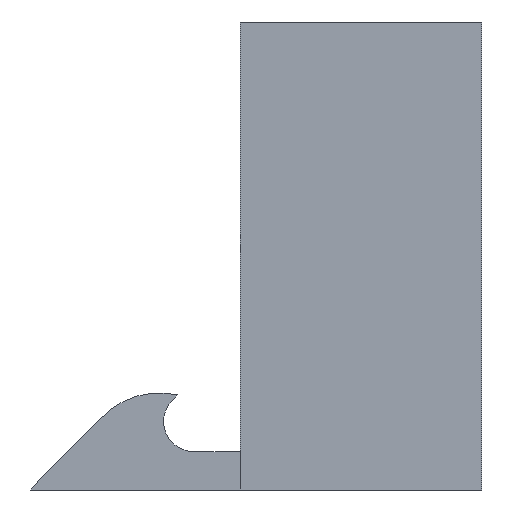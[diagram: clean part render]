
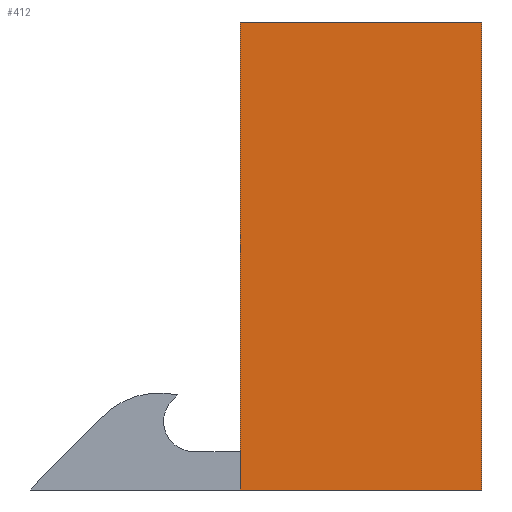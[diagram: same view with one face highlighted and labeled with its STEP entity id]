
A CAD part, left-side view. The second image highlights one B-rep face of the part: STEP entity #412.
In plain terms, the highlighted planar face has unit normal (-1, 0, 0).
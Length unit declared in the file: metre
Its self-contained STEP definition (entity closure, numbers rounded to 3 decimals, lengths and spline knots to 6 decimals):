
#74=ORIENTED_EDGE('',*,*,#167,.T.);
#75=ORIENTED_EDGE('',*,*,#168,.F.);
#76=ORIENTED_EDGE('',*,*,#169,.F.);
#77=ORIENTED_EDGE('',*,*,#160,.T.);
#160=EDGE_CURVE('',#211,#210,#251,.T.);
#167=EDGE_CURVE('',#210,#217,#258,.T.);
#168=EDGE_CURVE('',#218,#217,#259,.T.);
#169=EDGE_CURVE('',#211,#218,#260,.T.);
#210=VERTEX_POINT('',#646);
#211=VERTEX_POINT('',#648);
#217=VERTEX_POINT('',#662);
#218=VERTEX_POINT('',#664);
#251=LINE('',#647,#304);
#258=LINE('',#661,#311);
#259=LINE('',#663,#312);
#260=LINE('',#665,#313);
#304=VECTOR('',#532,1.);
#311=VECTOR('',#541,1.);
#312=VECTOR('',#542,1.);
#313=VECTOR('',#543,1.);
#345=EDGE_LOOP('',(#74,#75,#76,#77));
#368=FACE_BOUND('',#345,.T.);
#389=PLANE('',#465);
#412=ADVANCED_FACE('',(#368),#389,.F.);
#465=AXIS2_PLACEMENT_3D('',#660,#539,#540);
#532=DIRECTION('',(0.,1.,0.));
#539=DIRECTION('',(1.,0.,0.));
#540=DIRECTION('',(0.,0.,-1.));
#541=DIRECTION('',(0.,0.,-1.));
#542=DIRECTION('',(0.,1.,0.));
#543=DIRECTION('',(0.,0.,-1.));
#646=CARTESIAN_POINT('',(-0.053,0.,0.031));
#647=CARTESIAN_POINT('',(-0.053,-0.032,0.031));
#648=CARTESIAN_POINT('',(-0.053,-0.032,0.031));
#660=CARTESIAN_POINT('',(-0.053,-0.032,0.));
#661=CARTESIAN_POINT('',(-0.053,0.,0.));
#662=CARTESIAN_POINT('',(-0.053,0.,-0.031));
#663=CARTESIAN_POINT('',(-0.053,-0.032,-0.031));
#664=CARTESIAN_POINT('',(-0.053,-0.032,-0.031));
#665=CARTESIAN_POINT('',(-0.053,-0.032,0.));
